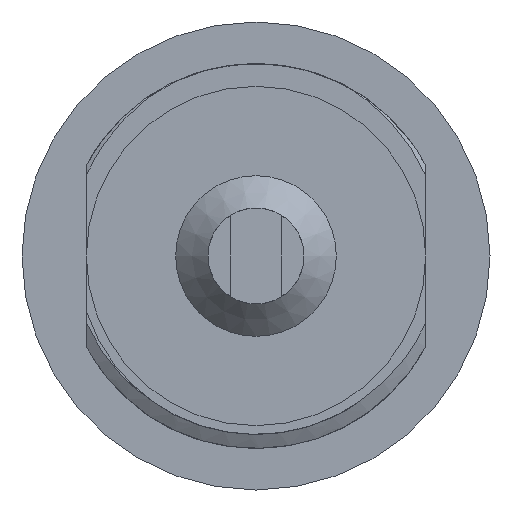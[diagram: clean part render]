
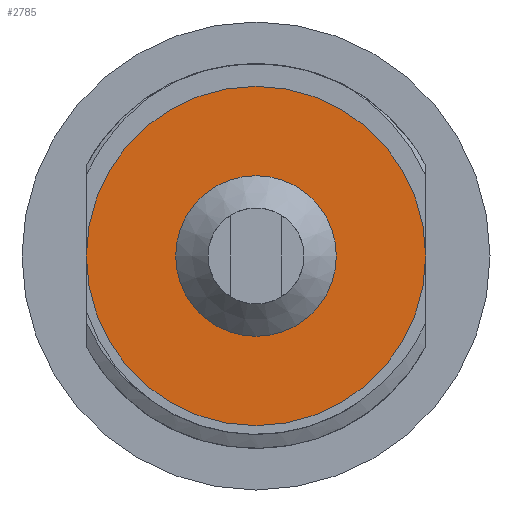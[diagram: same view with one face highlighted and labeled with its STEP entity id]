
A CAD part, front view. The second image highlights one B-rep face of the part: STEP entity #2785.
In plain terms, the highlighted planar face has unit normal (0, -1, 0).
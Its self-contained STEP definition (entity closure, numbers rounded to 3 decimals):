
#358=FACE_BOUND('',#613,.T.);
#363=PLANE('',#2966);
#452=FACE_OUTER_BOUND('',#612,.T.);
#612=EDGE_LOOP('',(#1880));
#613=EDGE_LOOP('',(#1881));
#1073=CIRCLE('',#2958,2.485);
#1080=CIRCLE('',#2967,5.25);
#1107=VERTEX_POINT('',#3488);
#1118=VERTEX_POINT('',#3514);
#1409=EDGE_CURVE('',#1107,#1107,#1073,.T.);
#1422=EDGE_CURVE('',#1118,#1118,#1080,.T.);
#1880=ORIENTED_EDGE('',*,*,#1422,.T.);
#1881=ORIENTED_EDGE('',*,*,#1409,.F.);
#2785=ADVANCED_FACE('',(#452,#358),#363,.T.);
#2958=AXIS2_PLACEMENT_3D('',#3489,#3087,#3088);
#2966=AXIS2_PLACEMENT_3D('',#3513,#3109,#3110);
#2967=AXIS2_PLACEMENT_3D('',#3515,#3111,#3112);
#3087=DIRECTION('center_axis',(0.,-1.,0.));
#3088=DIRECTION('ref_axis',(1.,0.,0.));
#3109=DIRECTION('center_axis',(0.,-1.,0.));
#3110=DIRECTION('ref_axis',(1.,0.,0.));
#3111=DIRECTION('center_axis',(0.,-1.,0.));
#3112=DIRECTION('ref_axis',(1.,0.,0.));
#3488=CARTESIAN_POINT('',(-2.485,-18.63,0.));
#3489=CARTESIAN_POINT('Origin',(0.,-18.63,0.));
#3513=CARTESIAN_POINT('Origin',(0.,-18.63,0.));
#3514=CARTESIAN_POINT('',(-5.25,-18.63,0.));
#3515=CARTESIAN_POINT('Origin',(0.,-18.63,0.));
